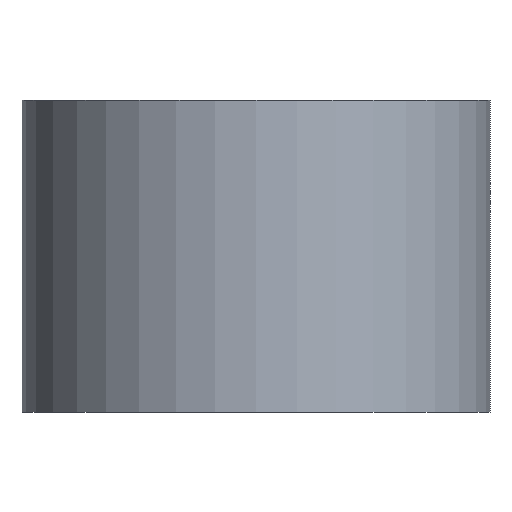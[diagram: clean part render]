
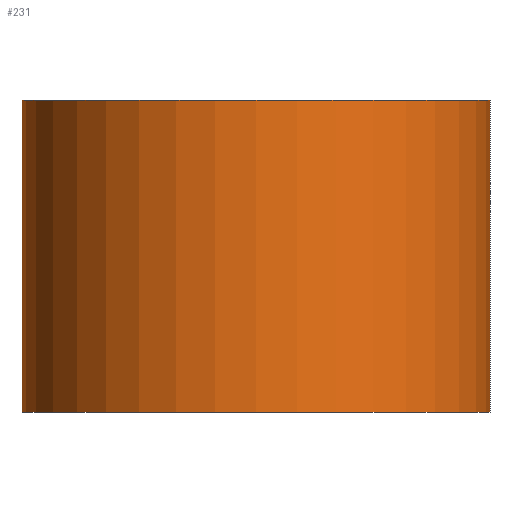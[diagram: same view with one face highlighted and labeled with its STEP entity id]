
A CAD part, front view. The second image highlights one B-rep face of the part: STEP entity #231.
In plain terms, the highlighted cylindrical face has radius 18 mm (diameter 36 mm), a partial arc.
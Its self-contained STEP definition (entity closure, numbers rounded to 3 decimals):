
#25 = VERTEX_POINT ( 'NONE', #582 ) ;
#26 = DIRECTION ( 'NONE',  ( 0., 0., 1. ) ) ;
#54 = CARTESIAN_POINT ( 'NONE',  ( 18., 0., 24. ) ) ;
#58 = CARTESIAN_POINT ( 'NONE',  ( 0., 0., 24. ) ) ;
#73 = DIRECTION ( 'NONE',  ( 1., 0., 0. ) ) ;
#101 = CARTESIAN_POINT ( 'NONE',  ( -18., 0., 24. ) ) ;
#122 = CIRCLE ( 'NONE', #564, 18. ) ;
#125 = VERTEX_POINT ( 'NONE', #574 ) ;
#127 = CARTESIAN_POINT ( 'NONE',  ( 18., 0., 24. ) ) ;
#139 = CARTESIAN_POINT ( 'NONE',  ( -18., 0., 0. ) ) ;
#145 = CIRCLE ( 'NONE', #457, 18. ) ;
#158 = ORIENTED_EDGE ( 'NONE', *, *, #602, .F. ) ;
#231 = ADVANCED_FACE ( 'NONE', ( #597 ), #491, .T. ) ;
#235 = DIRECTION ( 'NONE',  ( 1., 0., 0. ) ) ;
#244 = VERTEX_POINT ( 'NONE', #139 ) ;
#285 = DIRECTION ( 'NONE',  ( 0., 0., -1. ) ) ;
#289 = ORIENTED_EDGE ( 'NONE', *, *, #500, .T. ) ;
#315 = VERTEX_POINT ( 'NONE', #54 ) ;
#347 = ORIENTED_EDGE ( 'NONE', *, *, #456, .F. ) ;
#365 = DIRECTION ( 'NONE',  ( 0., 0., -1. ) ) ;
#391 = VECTOR ( 'NONE', #365, 1000. ) ;
#426 = EDGE_CURVE ( 'NONE', #25, #244, #559, .T. ) ;
#456 = EDGE_CURVE ( 'NONE', #25, #315, #145, .T. ) ;
#457 = AXIS2_PLACEMENT_3D ( 'NONE', #58, #520, #73 ) ;
#467 = EDGE_LOOP ( 'NONE', ( #158, #347, #484, #289 ) ) ;
#484 = ORIENTED_EDGE ( 'NONE', *, *, #426, .T. ) ;
#487 = DIRECTION ( 'NONE',  ( -1., 0., 0. ) ) ;
#491 = CYLINDRICAL_SURFACE ( 'NONE', #596, 18. ) ;
#500 = EDGE_CURVE ( 'NONE', #244, #125, #122, .T. ) ;
#504 = VECTOR ( 'NONE', #620, 1000. ) ;
#520 = DIRECTION ( 'NONE',  ( 0., 0., 1. ) ) ;
#540 = CARTESIAN_POINT ( 'NONE',  ( 0., 0., 0. ) ) ;
#559 = LINE ( 'NONE', #101, #504 ) ;
#564 = AXIS2_PLACEMENT_3D ( 'NONE', #540, #26, #235 ) ;
#574 = CARTESIAN_POINT ( 'NONE',  ( 18., 0., 0. ) ) ;
#582 = CARTESIAN_POINT ( 'NONE',  ( -18., 0., 24. ) ) ;
#584 = LINE ( 'NONE', #127, #391 ) ;
#590 = CARTESIAN_POINT ( 'NONE',  ( 0., 0., 24. ) ) ;
#596 = AXIS2_PLACEMENT_3D ( 'NONE', #590, #285, #487 ) ;
#597 = FACE_OUTER_BOUND ( 'NONE', #467, .T. ) ;
#602 = EDGE_CURVE ( 'NONE', #315, #125, #584, .T. ) ;
#620 = DIRECTION ( 'NONE',  ( 0., 0., -1. ) ) ;
